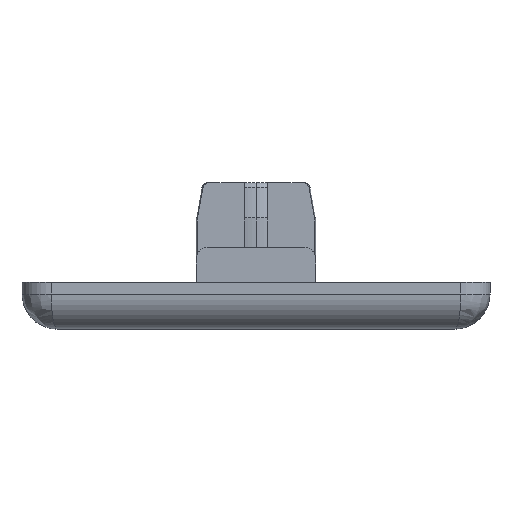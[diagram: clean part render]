
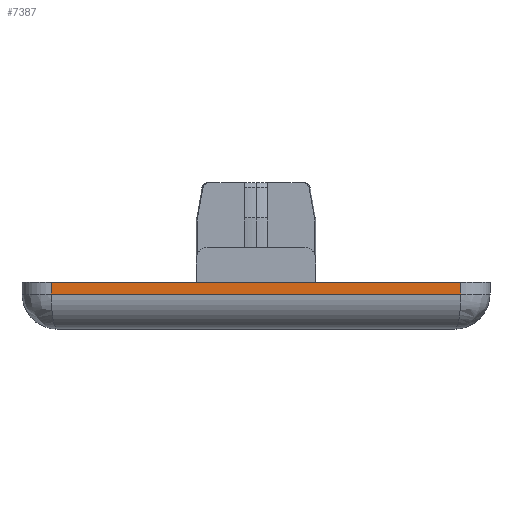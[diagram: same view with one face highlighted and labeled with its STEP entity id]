
A CAD part, left-side view. The second image highlights one B-rep face of the part: STEP entity #7387.
In plain terms, the highlighted planar face has unit normal (-1, 0, 0).
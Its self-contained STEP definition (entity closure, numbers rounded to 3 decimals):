
#2039 = PLANE('',#2040);
#2040 = AXIS2_PLACEMENT_3D('',#2041,#2042,#2043);
#2041 = CARTESIAN_POINT('',(20.,-20.,4.));
#2042 = DIRECTION('',(-0.,0.,1.));
#2043 = DIRECTION('',(1.,0.,0.));
#2064 = VERTEX_POINT('',#2065);
#2065 = CARTESIAN_POINT('',(-20.,17.5,4.));
#2080 = CYLINDRICAL_SURFACE('',#2081,2.5);
#2081 = AXIS2_PLACEMENT_3D('',#2082,#2083,#2084);
#2082 = CARTESIAN_POINT('',(-17.5,17.5,4.));
#2083 = DIRECTION('',(0.,0.,1.));
#2084 = DIRECTION('',(-1.,0.,0.));
#2092 = EDGE_CURVE('',#2064,#2093,#2095,.T.);
#2093 = VERTEX_POINT('',#2094);
#2094 = CARTESIAN_POINT('',(-20.,-17.5,4.));
#2095 = SURFACE_CURVE('',#2096,(#2100,#2107),.PCURVE_S1.);
#2096 = LINE('',#2097,#2098);
#2097 = CARTESIAN_POINT('',(-20.,20.,4.));
#2098 = VECTOR('',#2099,1.);
#2099 = DIRECTION('',(0.,-1.,0.));
#2100 = PCURVE('',#2039,#2101);
#2101 = DEFINITIONAL_REPRESENTATION('',(#2102),#2106);
#2102 = LINE('',#2103,#2104);
#2103 = CARTESIAN_POINT('',(-40.,40.));
#2104 = VECTOR('',#2105,1.);
#2105 = DIRECTION('',(0.,-1.));
#2106 = ( GEOMETRIC_REPRESENTATION_CONTEXT(2) 
PARAMETRIC_REPRESENTATION_CONTEXT() REPRESENTATION_CONTEXT('2D SPACE',''
  ) );
#2107 = PCURVE('',#2108,#2113);
#2108 = PLANE('',#2109);
#2109 = AXIS2_PLACEMENT_3D('',#2110,#2111,#2112);
#2110 = CARTESIAN_POINT('',(-20.,20.,4.));
#2111 = DIRECTION('',(1.,0.,-0.));
#2112 = DIRECTION('',(0.,1.,0.));
#2113 = DEFINITIONAL_REPRESENTATION('',(#2114),#2118);
#2114 = LINE('',#2115,#2116);
#2115 = CARTESIAN_POINT('',(0.,0.));
#2116 = VECTOR('',#2117,1.);
#2117 = DIRECTION('',(-1.,0.));
#2118 = ( GEOMETRIC_REPRESENTATION_CONTEXT(2) 
PARAMETRIC_REPRESENTATION_CONTEXT() REPRESENTATION_CONTEXT('2D SPACE',''
  ) );
#2137 = CYLINDRICAL_SURFACE('',#2138,2.5);
#2138 = AXIS2_PLACEMENT_3D('',#2139,#2140,#2141);
#2139 = CARTESIAN_POINT('',(-17.5,-17.5,4.));
#2140 = DIRECTION('',(0.,0.,1.));
#2141 = DIRECTION('',(-1.,0.,0.));
#7387 = ADVANCED_FACE('',(#7388),#2108,.F.);
#7388 = FACE_BOUND('',#7389,.T.);
#7389 = EDGE_LOOP('',(#7390,#7413,#7441,#7462));
#7390 = ORIENTED_EDGE('',*,*,#7391,.T.);
#7391 = EDGE_CURVE('',#2064,#7392,#7394,.T.);
#7392 = VERTEX_POINT('',#7393);
#7393 = CARTESIAN_POINT('',(-20.,17.5,3.));
#7394 = SURFACE_CURVE('',#7395,(#7399,#7406),.PCURVE_S1.);
#7395 = LINE('',#7396,#7397);
#7396 = CARTESIAN_POINT('',(-20.,17.5,4.));
#7397 = VECTOR('',#7398,1.);
#7398 = DIRECTION('',(0.,0.,-1.));
#7399 = PCURVE('',#2108,#7400);
#7400 = DEFINITIONAL_REPRESENTATION('',(#7401),#7405);
#7401 = LINE('',#7402,#7403);
#7402 = CARTESIAN_POINT('',(-2.5,0.));
#7403 = VECTOR('',#7404,1.);
#7404 = DIRECTION('',(0.,-1.));
#7405 = ( GEOMETRIC_REPRESENTATION_CONTEXT(2) 
PARAMETRIC_REPRESENTATION_CONTEXT() REPRESENTATION_CONTEXT('2D SPACE',''
  ) );
#7406 = PCURVE('',#2080,#7407);
#7407 = DEFINITIONAL_REPRESENTATION('',(#7408),#7412);
#7408 = LINE('',#7409,#7410);
#7409 = CARTESIAN_POINT('',(6.283,0.));
#7410 = VECTOR('',#7411,1.);
#7411 = DIRECTION('',(0.,-1.));
#7412 = ( GEOMETRIC_REPRESENTATION_CONTEXT(2) 
PARAMETRIC_REPRESENTATION_CONTEXT() REPRESENTATION_CONTEXT('2D SPACE',''
  ) );
#7413 = ORIENTED_EDGE('',*,*,#7414,.T.);
#7414 = EDGE_CURVE('',#7392,#7415,#7417,.T.);
#7415 = VERTEX_POINT('',#7416);
#7416 = CARTESIAN_POINT('',(-20.,-17.5,3.));
#7417 = SURFACE_CURVE('',#7418,(#7422,#7429),.PCURVE_S1.);
#7418 = LINE('',#7419,#7420);
#7419 = CARTESIAN_POINT('',(-20.,20.,3.));
#7420 = VECTOR('',#7421,1.);
#7421 = DIRECTION('',(0.,-1.,0.));
#7422 = PCURVE('',#2108,#7423);
#7423 = DEFINITIONAL_REPRESENTATION('',(#7424),#7428);
#7424 = LINE('',#7425,#7426);
#7425 = CARTESIAN_POINT('',(0.,-1.));
#7426 = VECTOR('',#7427,1.);
#7427 = DIRECTION('',(-1.,0.));
#7428 = ( GEOMETRIC_REPRESENTATION_CONTEXT(2) 
PARAMETRIC_REPRESENTATION_CONTEXT() REPRESENTATION_CONTEXT('2D SPACE',''
  ) );
#7429 = PCURVE('',#7430,#7435);
#7430 = CYLINDRICAL_SURFACE('',#7431,3.);
#7431 = AXIS2_PLACEMENT_3D('',#7432,#7433,#7434);
#7432 = CARTESIAN_POINT('',(-17.,20.,3.));
#7433 = DIRECTION('',(0.,1.,-0.));
#7434 = DIRECTION('',(1.,0.,0.));
#7435 = DEFINITIONAL_REPRESENTATION('',(#7436),#7440);
#7436 = LINE('',#7437,#7438);
#7437 = CARTESIAN_POINT('',(3.142,0.));
#7438 = VECTOR('',#7439,1.);
#7439 = DIRECTION('',(0.,-1.));
#7440 = ( GEOMETRIC_REPRESENTATION_CONTEXT(2) 
PARAMETRIC_REPRESENTATION_CONTEXT() REPRESENTATION_CONTEXT('2D SPACE',''
  ) );
#7441 = ORIENTED_EDGE('',*,*,#7442,.T.);
#7442 = EDGE_CURVE('',#7415,#2093,#7443,.T.);
#7443 = SURFACE_CURVE('',#7444,(#7448,#7455),.PCURVE_S1.);
#7444 = LINE('',#7445,#7446);
#7445 = CARTESIAN_POINT('',(-20.,-17.5,4.));
#7446 = VECTOR('',#7447,1.);
#7447 = DIRECTION('',(0.,-0.,1.));
#7448 = PCURVE('',#2108,#7449);
#7449 = DEFINITIONAL_REPRESENTATION('',(#7450),#7454);
#7450 = LINE('',#7451,#7452);
#7451 = CARTESIAN_POINT('',(-37.5,0.));
#7452 = VECTOR('',#7453,1.);
#7453 = DIRECTION('',(0.,1.));
#7454 = ( GEOMETRIC_REPRESENTATION_CONTEXT(2) 
PARAMETRIC_REPRESENTATION_CONTEXT() REPRESENTATION_CONTEXT('2D SPACE',''
  ) );
#7455 = PCURVE('',#2137,#7456);
#7456 = DEFINITIONAL_REPRESENTATION('',(#7457),#7461);
#7457 = LINE('',#7458,#7459);
#7458 = CARTESIAN_POINT('',(0.,0.));
#7459 = VECTOR('',#7460,1.);
#7460 = DIRECTION('',(0.,1.));
#7461 = ( GEOMETRIC_REPRESENTATION_CONTEXT(2) 
PARAMETRIC_REPRESENTATION_CONTEXT() REPRESENTATION_CONTEXT('2D SPACE',''
  ) );
#7462 = ORIENTED_EDGE('',*,*,#2092,.F.);
